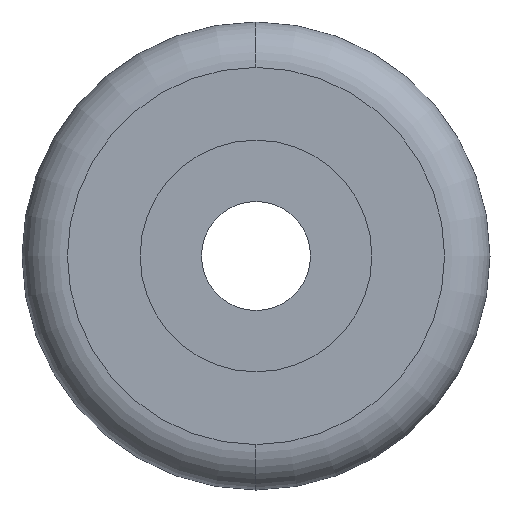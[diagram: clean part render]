
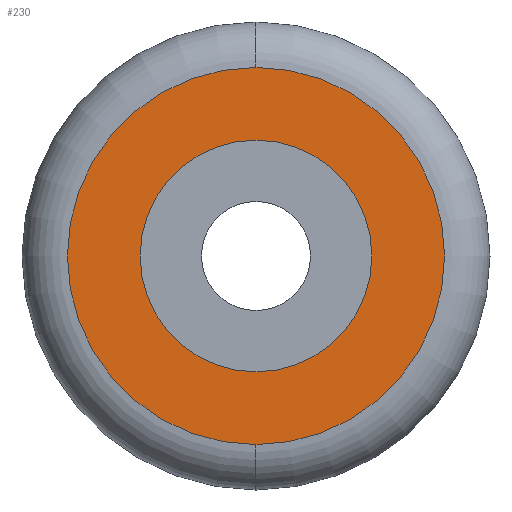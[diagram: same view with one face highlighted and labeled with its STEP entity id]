
A CAD part, left-side view. The second image highlights one B-rep face of the part: STEP entity #230.
In plain terms, the highlighted planar face has unit normal (-1, 0, 0).
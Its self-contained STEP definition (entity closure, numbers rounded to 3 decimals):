
#47 = DIRECTION ( 'NONE',  ( -1., 0., 0. ) ) ;
#62 = EDGE_LOOP ( 'NONE', ( #392, #340 ) ) ;
#72 = VERTEX_POINT ( 'NONE', #343 ) ;
#95 = EDGE_CURVE ( 'NONE', #72, #399, #540, .T. ) ;
#131 = CARTESIAN_POINT ( 'NONE',  ( 0., 0., 0. ) ) ;
#197 = EDGE_CURVE ( 'NONE', #417, #558, #234, .T. ) ;
#230 = ADVANCED_FACE ( 'NONE', ( #318, #428 ), #246, .F. ) ;
#234 = CIRCLE ( 'NONE', #283, 25.5 ) ;
#246 = PLANE ( 'NONE',  #463 ) ;
#252 = AXIS2_PLACEMENT_3D ( 'NONE', #582, #362, #418 ) ;
#283 = AXIS2_PLACEMENT_3D ( 'NONE', #131, #299, #576 ) ;
#293 = DIRECTION ( 'NONE',  ( -1., 0., 0. ) ) ;
#299 = DIRECTION ( 'NONE',  ( -1., 0., 0. ) ) ;
#302 = DIRECTION ( 'NONE',  ( 0., 0., -1. ) ) ;
#303 = CIRCLE ( 'NONE', #383, 41.5 ) ;
#304 = ORIENTED_EDGE ( 'NONE', *, *, #95, .T. ) ;
#318 = FACE_BOUND ( 'NONE', #62, .T. ) ;
#335 = CARTESIAN_POINT ( 'NONE',  ( 0., 0., 25.5 ) ) ;
#340 = ORIENTED_EDGE ( 'NONE', *, *, #731, .F. ) ;
#343 = CARTESIAN_POINT ( 'NONE',  ( 0., 0., -41.5 ) ) ;
#345 = CARTESIAN_POINT ( 'NONE',  ( 0., 0., 0. ) ) ;
#347 = CIRCLE ( 'NONE', #252, 25.5 ) ;
#350 = CARTESIAN_POINT ( 'NONE',  ( 0., 25.5, 0. ) ) ;
#357 = AXIS2_PLACEMENT_3D ( 'NONE', #345, #293, #445 ) ;
#362 = DIRECTION ( 'NONE',  ( -1., 0., 0. ) ) ;
#371 = CARTESIAN_POINT ( 'NONE',  ( 0., 0., 41.5 ) ) ;
#383 = AXIS2_PLACEMENT_3D ( 'NONE', #391, #47, #443 ) ;
#391 = CARTESIAN_POINT ( 'NONE',  ( 0., 0., 0. ) ) ;
#392 = ORIENTED_EDGE ( 'NONE', *, *, #197, .F. ) ;
#398 = EDGE_LOOP ( 'NONE', ( #567, #304 ) ) ;
#399 = VERTEX_POINT ( 'NONE', #371 ) ;
#417 = VERTEX_POINT ( 'NONE', #335 ) ;
#418 = DIRECTION ( 'NONE',  ( 0., 0., 1. ) ) ;
#428 = FACE_OUTER_BOUND ( 'NONE', #398, .T. ) ;
#443 = DIRECTION ( 'NONE',  ( 0., 0., 1. ) ) ;
#445 = DIRECTION ( 'NONE',  ( 0., 0., 1. ) ) ;
#463 = AXIS2_PLACEMENT_3D ( 'NONE', #350, #516, #302 ) ;
#516 = DIRECTION ( 'NONE',  ( 1., 0., 0. ) ) ;
#539 = CARTESIAN_POINT ( 'NONE',  ( 0., 0., -25.5 ) ) ;
#540 = CIRCLE ( 'NONE', #357, 41.5 ) ;
#558 = VERTEX_POINT ( 'NONE', #539 ) ;
#567 = ORIENTED_EDGE ( 'NONE', *, *, #647, .T. ) ;
#576 = DIRECTION ( 'NONE',  ( 0., 0., 1. ) ) ;
#582 = CARTESIAN_POINT ( 'NONE',  ( 0., 0., 0. ) ) ;
#647 = EDGE_CURVE ( 'NONE', #399, #72, #303, .T. ) ;
#731 = EDGE_CURVE ( 'NONE', #558, #417, #347, .T. ) ;
